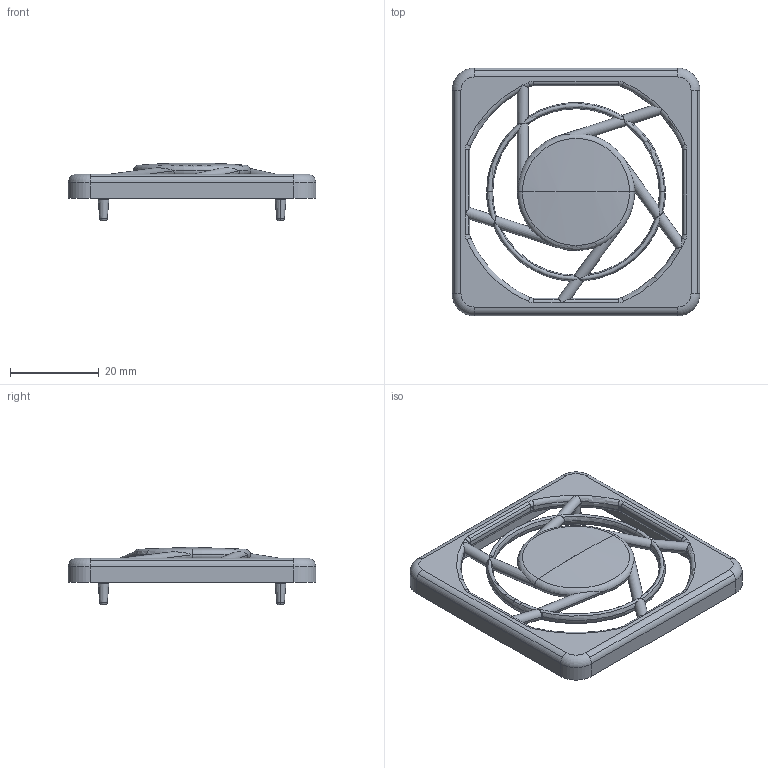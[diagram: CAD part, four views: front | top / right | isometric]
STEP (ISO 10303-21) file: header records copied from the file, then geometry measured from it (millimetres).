
FILE_DESCRIPTION((''),'2;1');
FILE_NAME('SG-50-40-02.stp','2010-02-22T21:30:59',(''),(''),'Mechanical Desktop.R8.0.24.0','Mechanical Desktop.R8.0.24.0',', , ');
FILE_SCHEMA(('CONFIG_CONTROL_DESIGN'));
Length unit declared in the file: millimetre
Products named in the file (2): SG-50-40-02A; SG-50-40-02
Assembly tree (1 placements, depth 2):
  SG-50-40-02A
    SG-50-40-02
Bounding box: 56 x 56 x 13.1 mm (x, y, z)
Volume: 6565.1 mm3; surface area: 6760.1 mm2
Topology: 1 solids, 1 shells, 669 faces, 1875 edges, 1202 vertices
Faces by surface type: bspline 366, cylinder 102, plane 102, torus 81, cone 16, sphere 2
Entity records: 25364 total; most frequent: CARTESIAN_POINT 10562, ORIENTED_EDGE 3742, DIRECTION 1987, EDGE_CURVE 1871, VERTEX_POINT 1202, B_SPLINE_CURVE_WITH_KNOTS 850, EDGE_LOOP 689, FACE_OUTER_BOUND 669
